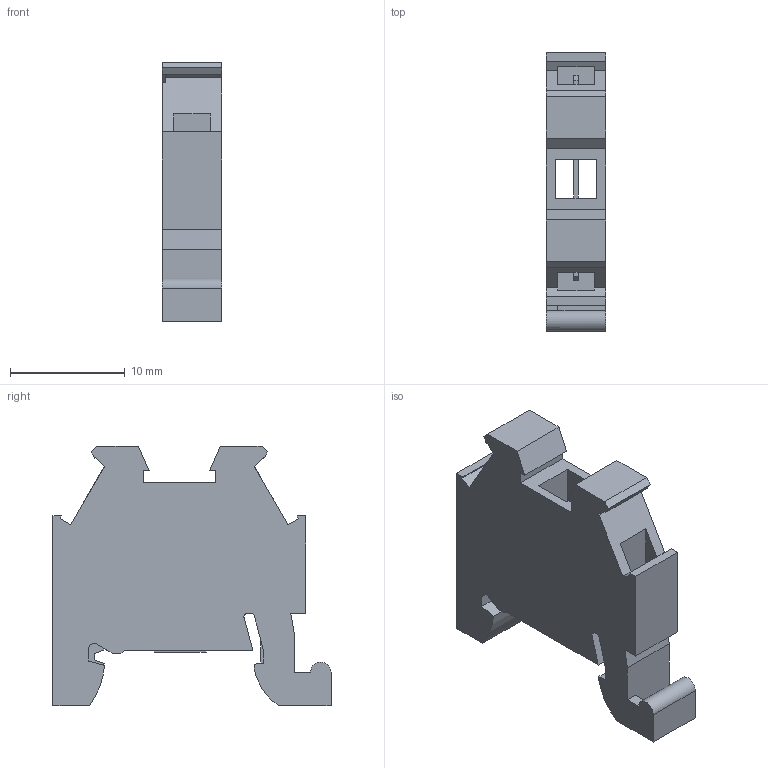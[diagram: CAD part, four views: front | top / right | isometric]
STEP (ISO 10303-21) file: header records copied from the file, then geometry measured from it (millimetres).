
FILE_DESCRIPTION(('Creo Elements/Direct Modeling STEP Export'),'2;1');
FILE_NAME('model.stp','2020-11-30T 7:59:34',(''),(''),'Creo Elements/Direct Modeling STEP processor for AP214 (Solid Model)','Creo Elements/Direct Modeling 20.1A 29-Sep-2018 (C) Parametric Technology GmbH','');
FILE_SCHEMA(('AUTOMOTIVE_DESIGN { 1 0 10303 214 1 1 1 1 }'));
Length unit declared in the file: millimetre
Products named in the file (2): CLIPFIX-15-Select
Assembly tree (1 placements, depth 2):
  CLIPFIX-15-Select
    CLIPFIX-15-Select
Bounding box: 5.15 x 24.2 x 22.6 mm (x, y, z)
Volume: 1652.4 mm3; surface area: 1724.9 mm2
Topology: 1 solids, 1 shells, 106 faces, 315 edges, 210 vertices
Faces by surface type: plane 99, cylinder 7
Entity records: 4282 total; most frequent: ORIENTED_EDGE 630, CARTESIAN_POINT 608, DIRECTION 508, EDGE_CURVE 315, VECTOR 288, LINE 288, VERTEX_POINT 210, AXIS2_PLACEMENT_3D 110
